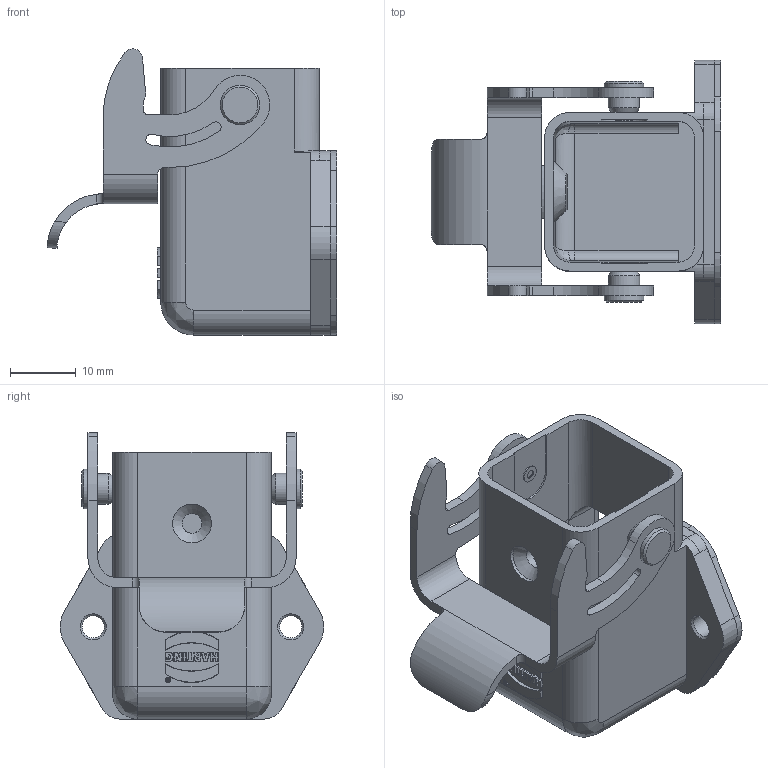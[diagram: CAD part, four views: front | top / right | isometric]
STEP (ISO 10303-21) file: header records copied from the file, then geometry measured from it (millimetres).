
FILE_DESCRIPTION(/* description */ (''),/* implementation_level */ '2;1');
FILE_NAME(/* name */ '100964873ugm000_a.stp',/* time_stamp */ '2022-03-12T12:26:07+01:00',/* author */ (''),/* organization */ (''),/* preprocessor_version */ 'ST-DEVELOPER v16.7',/* originating_system */ 'SIEMENS PLM Software NX 1911',/* authorisation */ '');
FILE_SCHEMA (('AUTOMOTIVE_DESIGN { 1 0 10303 214 3 1 1 1 }'));
Length unit declared in the file: millimetre
Products named in the file (1): 100964873ugm000_a
Bounding box: 43.99 x 40 x 43.45 mm (x, y, z)
Volume: 10025 mm3; surface area: 10645.3 mm2
Topology: 2 solids, 2 shells, 296 faces, 759 edges, 491 vertices
Faces by surface type: plane 176, cylinder 90, cone 16, bspline 12, torus 2
Full cylindrical faces by diameter (mm): 1.275 x2, 2.6 x2, 3 x1, 3.35 x2, 3.5 x2, 4.75 x2, 5 x2, 5.9 x1, 6 x2
Entity records: 10254 total; most frequent: CARTESIAN_POINT 2165, ORIENTED_EDGE 1442, DIRECTION 1436, EDGE_CURVE 721, AXIS2_PLACEMENT_3D 485, VERTEX_POINT 482, LINE 466, VECTOR 466
